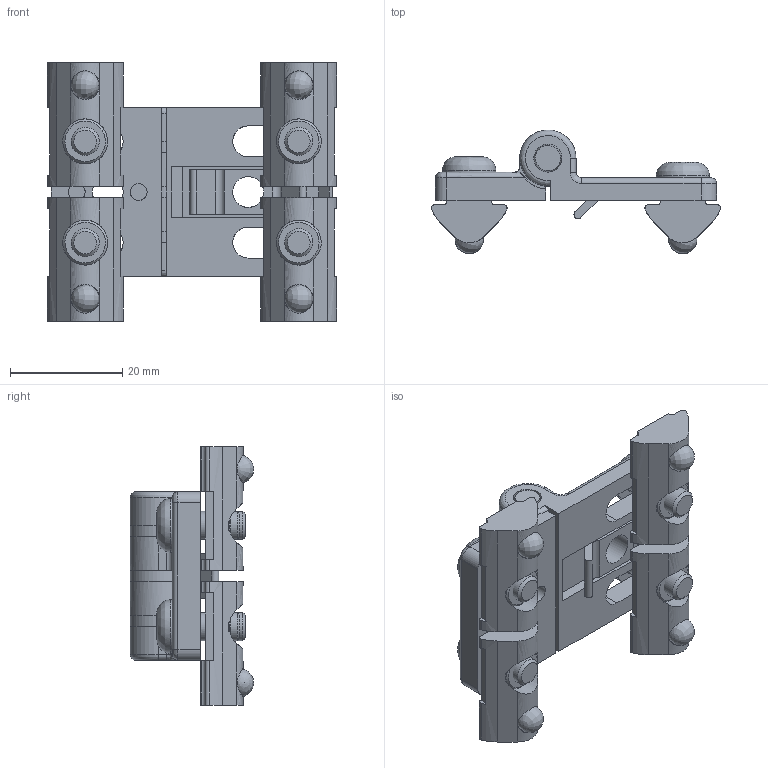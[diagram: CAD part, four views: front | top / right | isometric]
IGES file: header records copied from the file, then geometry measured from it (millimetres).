
Global section: file name: SZ0721S_A; native system: Autodesk Inventor 2015; preprocessor: unknown; author: Behrens; date: 20151120.135120; units: millimetre
Bounding box: 51.47 x 21.99 x 46 mm (x, y, z)
Volume: 13343.8 mm3; surface area: 14876.8 mm2
Topology: 26 solids, 26 shells, 419 faces, 1117 edges, 756 vertices
Faces by surface type: bspline 419
